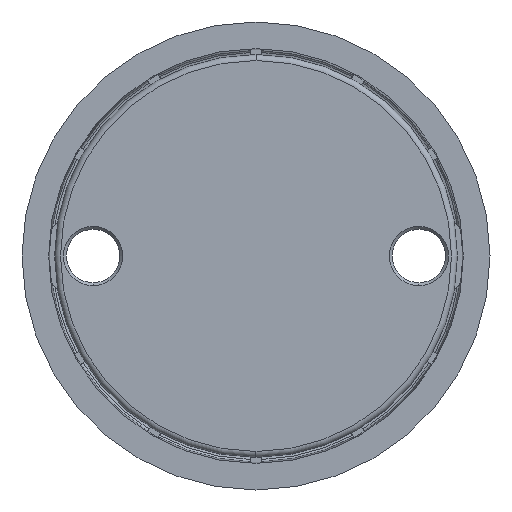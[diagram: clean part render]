
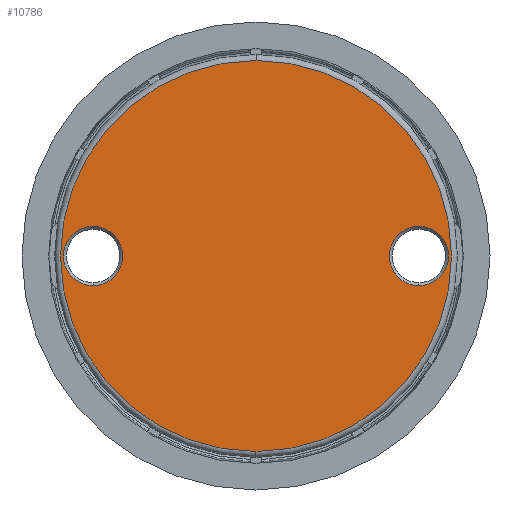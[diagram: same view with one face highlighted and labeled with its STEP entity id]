
A CAD part, front view. The second image highlights one B-rep face of the part: STEP entity #10786.
In plain terms, the highlighted planar face has unit normal (0, -1, 0).
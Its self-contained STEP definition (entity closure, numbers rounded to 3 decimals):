
#458 = ORIENTED_EDGE ( 'NONE', *, *, #7147, .F. ) ;
#849 = CARTESIAN_POINT ( 'NONE',  ( -33.366, 0., -33. ) ) ;
#972 = DIRECTION ( 'NONE',  ( 0., -1., 0. ) ) ;
#1204 = DIRECTION ( 'NONE',  ( 0., 0., -1. ) ) ;
#1435 = CARTESIAN_POINT ( 'NONE',  ( -27.5, 0., 5. ) ) ;
#1924 = DIRECTION ( 'NONE',  ( 0., -1., 0. ) ) ;
#2051 = DIRECTION ( 'NONE',  ( 0., 0., -1. ) ) ;
#2066 = VERTEX_POINT ( 'NONE', #8698 ) ;
#2398 = EDGE_CURVE ( 'NONE', #9410, #2066, #3085, .T. ) ;
#2401 = VERTEX_POINT ( 'NONE', #4828 ) ;
#2655 = EDGE_LOOP ( 'NONE', ( #9980, #12146 ) ) ;
#2749 = FACE_OUTER_BOUND ( 'NONE', #2655, .T. ) ;
#2759 = CARTESIAN_POINT ( 'NONE',  ( 0., 0., 0. ) ) ;
#3085 = CIRCLE ( 'NONE', #6300, 33. ) ;
#3448 = AXIS2_PLACEMENT_3D ( 'NONE', #849, #972, #4818 ) ;
#3505 = CARTESIAN_POINT ( 'NONE',  ( 27.5, 0., 0. ) ) ;
#4085 = CARTESIAN_POINT ( 'NONE',  ( -27.5, 0., 0. ) ) ;
#4261 = DIRECTION ( 'NONE',  ( 0., -1., 0. ) ) ;
#4682 = EDGE_CURVE ( 'NONE', #2066, #9410, #7447, .T. ) ;
#4818 = DIRECTION ( 'NONE',  ( 1., 0., 0. ) ) ;
#4828 = CARTESIAN_POINT ( 'NONE',  ( 27.5, 0., 5. ) ) ;
#5344 = DIRECTION ( 'NONE',  ( 0., 1., 0. ) ) ;
#5388 = ORIENTED_EDGE ( 'NONE', *, *, #5708, .T. ) ;
#5653 = CIRCLE ( 'NONE', #8269, 5. ) ;
#5708 = EDGE_CURVE ( 'NONE', #6424, #9538, #10051, .T. ) ;
#5827 = AXIS2_PLACEMENT_3D ( 'NONE', #3505, #8415, #7467 ) ;
#6036 = CARTESIAN_POINT ( 'NONE',  ( 0., 0., -33. ) ) ;
#6190 = EDGE_LOOP ( 'NONE', ( #8957, #5388 ) ) ;
#6240 = AXIS2_PLACEMENT_3D ( 'NONE', #9047, #4261, #7164 ) ;
#6300 = AXIS2_PLACEMENT_3D ( 'NONE', #2759, #11443, #9620 ) ;
#6424 = VERTEX_POINT ( 'NONE', #7326 ) ;
#6451 = CIRCLE ( 'NONE', #6864, 5. ) ;
#6580 = FACE_BOUND ( 'NONE', #9056, .T. ) ;
#6864 = AXIS2_PLACEMENT_3D ( 'NONE', #10549, #1924, #2051 ) ;
#7147 = EDGE_CURVE ( 'NONE', #9048, #2401, #8035, .T. ) ;
#7164 = DIRECTION ( 'NONE',  ( 0., 0., 1. ) ) ;
#7326 = CARTESIAN_POINT ( 'NONE',  ( -27.5, 0., -5. ) ) ;
#7330 = EDGE_CURVE ( 'NONE', #9538, #6424, #5653, .T. ) ;
#7447 = CIRCLE ( 'NONE', #6240, 33. ) ;
#7467 = DIRECTION ( 'NONE',  ( 0., 0., -1. ) ) ;
#8035 = CIRCLE ( 'NONE', #5827, 5. ) ;
#8243 = AXIS2_PLACEMENT_3D ( 'NONE', #4085, #5344, #9883 ) ;
#8269 = AXIS2_PLACEMENT_3D ( 'NONE', #11793, #8956, #1204 ) ;
#8415 = DIRECTION ( 'NONE',  ( 0., -1., 0. ) ) ;
#8698 = CARTESIAN_POINT ( 'NONE',  ( 0., 0., 33. ) ) ;
#8956 = DIRECTION ( 'NONE',  ( 0., 1., 0. ) ) ;
#8957 = ORIENTED_EDGE ( 'NONE', *, *, #7330, .T. ) ;
#9047 = CARTESIAN_POINT ( 'NONE',  ( 0., 0., 0. ) ) ;
#9048 = VERTEX_POINT ( 'NONE', #10728 ) ;
#9056 = EDGE_LOOP ( 'NONE', ( #9403, #458 ) ) ;
#9403 = ORIENTED_EDGE ( 'NONE', *, *, #10734, .F. ) ;
#9410 = VERTEX_POINT ( 'NONE', #6036 ) ;
#9483 = PLANE ( 'NONE',  #3448 ) ;
#9538 = VERTEX_POINT ( 'NONE', #1435 ) ;
#9620 = DIRECTION ( 'NONE',  ( 0., 0., 1. ) ) ;
#9883 = DIRECTION ( 'NONE',  ( 0., 0., -1. ) ) ;
#9980 = ORIENTED_EDGE ( 'NONE', *, *, #4682, .T. ) ;
#10051 = CIRCLE ( 'NONE', #8243, 5. ) ;
#10549 = CARTESIAN_POINT ( 'NONE',  ( 27.5, 0., 0. ) ) ;
#10728 = CARTESIAN_POINT ( 'NONE',  ( 27.5, 0., -5. ) ) ;
#10734 = EDGE_CURVE ( 'NONE', #2401, #9048, #6451, .T. ) ;
#10786 = ADVANCED_FACE ( 'NONE', ( #2749, #11372, #6580 ), #9483, .T. ) ;
#11372 = FACE_BOUND ( 'NONE', #6190, .T. ) ;
#11443 = DIRECTION ( 'NONE',  ( 0., -1., 0. ) ) ;
#11793 = CARTESIAN_POINT ( 'NONE',  ( -27.5, 0., 0. ) ) ;
#12146 = ORIENTED_EDGE ( 'NONE', *, *, #2398, .T. ) ;
